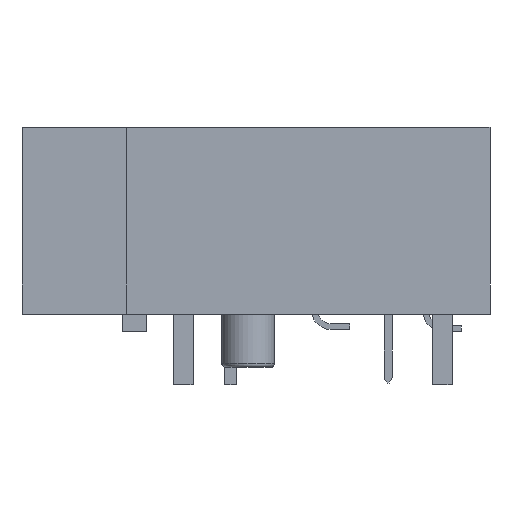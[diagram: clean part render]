
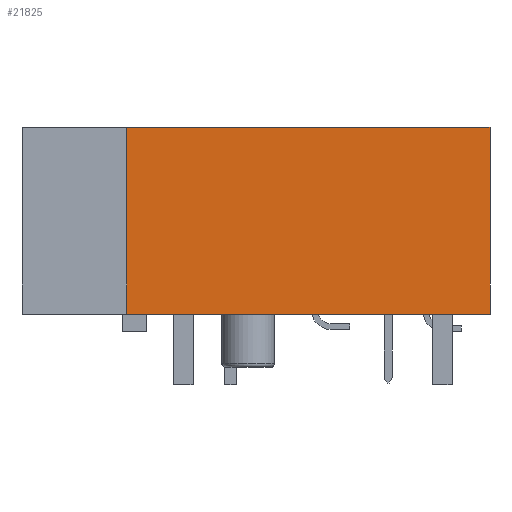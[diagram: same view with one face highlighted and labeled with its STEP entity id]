
A CAD part, left-side view. The second image highlights one B-rep face of the part: STEP entity #21825.
In plain terms, the highlighted planar face has unit normal (-1, 0, 0).
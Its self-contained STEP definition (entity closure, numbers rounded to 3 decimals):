
#487=FACE_OUTER_BOUND('',#1688,.T.);
#1688=EDGE_LOOP('',(#14634,#14635,#14636,#14637));
#3177=LINE('',#30938,#6186);
#3207=LINE('',#30997,#6216);
#3208=LINE('',#30999,#6217);
#3209=LINE('',#31000,#6218);
#6186=VECTOR('',#24815,4.69);
#6216=VECTOR('',#24859,4.69);
#6217=VECTOR('',#24862,9.13);
#6218=VECTOR('',#24863,9.13);
#9181=VERTEX_POINT('',#30935);
#9182=VERTEX_POINT('',#30937);
#9203=VERTEX_POINT('',#30993);
#9204=VERTEX_POINT('',#30995);
#11344=EDGE_CURVE('',#9182,#9181,#3177,.T.);
#11374=EDGE_CURVE('',#9203,#9204,#3207,.T.);
#11375=EDGE_CURVE('',#9182,#9204,#3208,.T.);
#11376=EDGE_CURVE('',#9181,#9203,#3209,.T.);
#14634=ORIENTED_EDGE('',*,*,#11375,.F.);
#14635=ORIENTED_EDGE('',*,*,#11344,.T.);
#14636=ORIENTED_EDGE('',*,*,#11376,.T.);
#14637=ORIENTED_EDGE('',*,*,#11374,.T.);
#20736=PLANE('',#23083);
#21825=ADVANCED_FACE('',(#487),#20736,.F.);
#23083=AXIS2_PLACEMENT_3D('',#30998,#24860,#24861);
#24815=DIRECTION('',(0.,0.,-1.));
#24859=DIRECTION('',(0.,0.,1.));
#24860=DIRECTION('center_axis',(1.,0.,0.));
#24861=DIRECTION('ref_axis',(0.,1.,0.));
#24862=DIRECTION('',(0.,-1.,0.));
#24863=DIRECTION('',(0.,-1.,0.));
#30935=CARTESIAN_POINT('',(-28.075,6.575,0.44));
#30937=CARTESIAN_POINT('',(-28.075,6.575,5.13));
#30938=CARTESIAN_POINT('',(-28.075,6.575,5.13));
#30993=CARTESIAN_POINT('',(-28.075,-2.555,0.44));
#30995=CARTESIAN_POINT('',(-28.075,-2.555,5.13));
#30997=CARTESIAN_POINT('',(-28.075,-2.555,0.44));
#30998=CARTESIAN_POINT('Origin',(-28.075,9.205,0.44));
#30999=CARTESIAN_POINT('',(-28.075,9.205,5.13));
#31000=CARTESIAN_POINT('',(-28.075,9.205,0.44));
